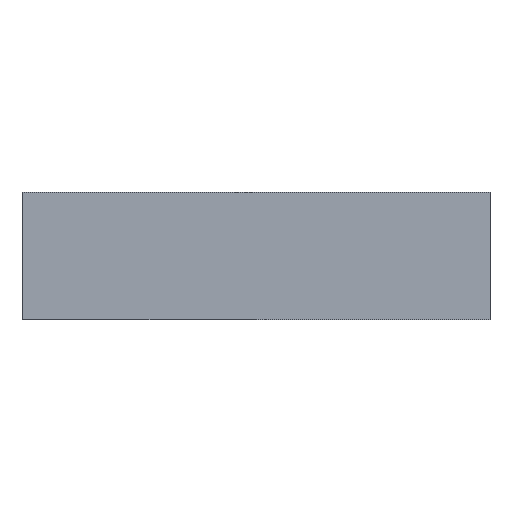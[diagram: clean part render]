
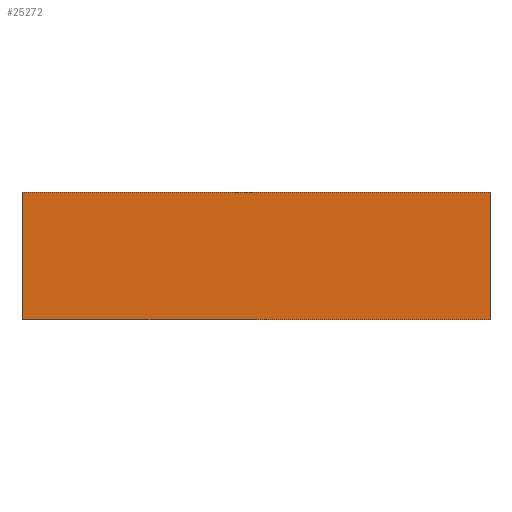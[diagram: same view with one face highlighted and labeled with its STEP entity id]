
A CAD part, front view. The second image highlights one B-rep face of the part: STEP entity #25272.
In plain terms, the highlighted planar face has unit normal (0, -1, 0).
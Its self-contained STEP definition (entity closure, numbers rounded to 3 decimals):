
#1486 = CARTESIAN_POINT ( 'NONE',  ( 239., -15., 65. ) ) ;
#1501 = EDGE_LOOP ( 'NONE', ( #16788, #24742, #34675, #10326 ) ) ;
#2534 = PLANE ( 'NONE',  #14830 ) ;
#3850 = VERTEX_POINT ( 'NONE', #26964 ) ;
#4331 = VECTOR ( 'NONE', #29937, 1000. ) ;
#4702 = DIRECTION ( 'NONE',  ( 0., 0., 1. ) ) ;
#5027 = EDGE_CURVE ( 'NONE', #32825, #18455, #16784, .T. ) ;
#5381 = VECTOR ( 'NONE', #22891, 1000. ) ;
#8828 = VERTEX_POINT ( 'NONE', #34946 ) ;
#9156 = CARTESIAN_POINT ( 'NONE',  ( -239., -15., -65. ) ) ;
#10326 = ORIENTED_EDGE ( 'NONE', *, *, #17121, .T. ) ;
#10341 = LINE ( 'NONE', #13226, #11305 ) ;
#11305 = VECTOR ( 'NONE', #16261, 1000. ) ;
#12957 = FACE_OUTER_BOUND ( 'NONE', #1501, .T. ) ;
#13226 = CARTESIAN_POINT ( 'NONE',  ( -239., -15., 65. ) ) ;
#14830 = AXIS2_PLACEMENT_3D ( 'NONE', #23900, #35368, #34832 ) ;
#15801 = CARTESIAN_POINT ( 'NONE',  ( -239., -15., 65. ) ) ;
#16261 = DIRECTION ( 'NONE',  ( 0., 0., -1. ) ) ;
#16387 = VECTOR ( 'NONE', #4702, 1000. ) ;
#16784 = LINE ( 'NONE', #27708, #5381 ) ;
#16788 = ORIENTED_EDGE ( 'NONE', *, *, #32437, .T. ) ;
#17121 = EDGE_CURVE ( 'NONE', #3850, #8828, #19014, .T. ) ;
#18455 = VERTEX_POINT ( 'NONE', #25321 ) ;
#19014 = LINE ( 'NONE', #15801, #4331 ) ;
#22891 = DIRECTION ( 'NONE',  ( 1., 0., 0. ) ) ;
#23900 = CARTESIAN_POINT ( 'NONE',  ( 0., -15., 0. ) ) ;
#24742 = ORIENTED_EDGE ( 'NONE', *, *, #5027, .T. ) ;
#25272 = ADVANCED_FACE ( 'NONE', ( #12957 ), #2534, .T. ) ;
#25321 = CARTESIAN_POINT ( 'NONE',  ( 239., -15., -65. ) ) ;
#26964 = CARTESIAN_POINT ( 'NONE',  ( 239., -15., 65. ) ) ;
#27708 = CARTESIAN_POINT ( 'NONE',  ( -239., -15., -65. ) ) ;
#28571 = LINE ( 'NONE', #1486, #16387 ) ;
#29937 = DIRECTION ( 'NONE',  ( -1., 0., 0. ) ) ;
#32437 = EDGE_CURVE ( 'NONE', #8828, #32825, #10341, .T. ) ;
#32825 = VERTEX_POINT ( 'NONE', #9156 ) ;
#34223 = EDGE_CURVE ( 'NONE', #18455, #3850, #28571, .T. ) ;
#34675 = ORIENTED_EDGE ( 'NONE', *, *, #34223, .T. ) ;
#34832 = DIRECTION ( 'NONE',  ( 0., 0., -1. ) ) ;
#34946 = CARTESIAN_POINT ( 'NONE',  ( -239., -15., 65. ) ) ;
#35368 = DIRECTION ( 'NONE',  ( 0., -1., 0. ) ) ;
